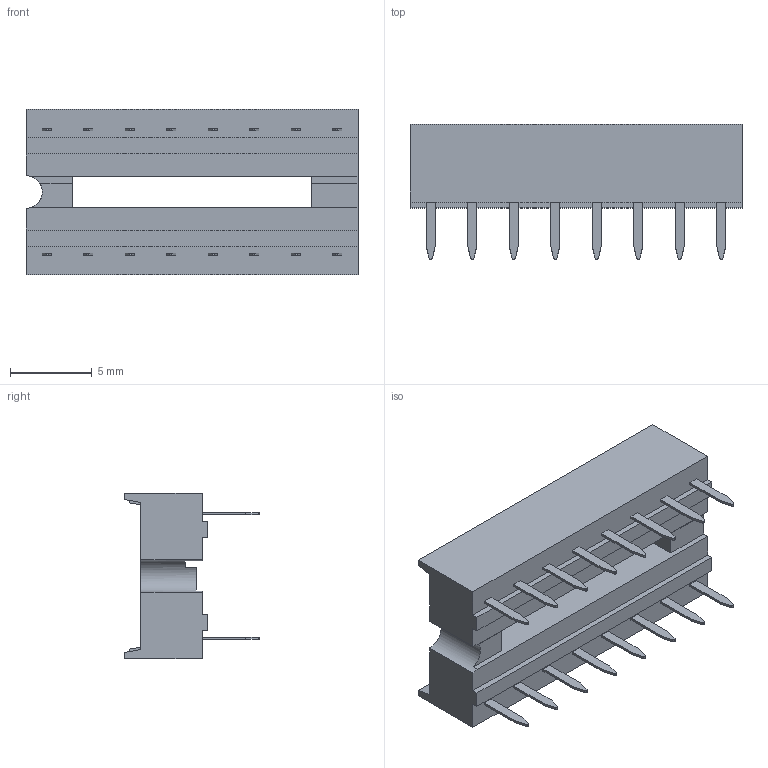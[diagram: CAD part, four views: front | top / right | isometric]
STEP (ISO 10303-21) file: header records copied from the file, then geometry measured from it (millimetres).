
FILE_DESCRIPTION(('STEP AP242'),'1');
FILE_NAME('a_16-lc-tt.stp','2020-11-18T20:39:35',('TraceParts'),('TraceParts S.A.'),'Spatial InterOp 3D',' ',' ');
FILE_SCHEMA(('AP242_MANAGED_MODEL_BASED_3D_ENGINEERING_MIM_LF {1 0 10303 442 1 1 4}'));
Length unit declared in the file: millimetre
Products named in the file (1): a_16-lc-tt
Bounding box: 20.32 x 8.25 x 10.16 mm (x, y, z)
Volume: 673.5 mm3; surface area: 1148.9 mm2
Topology: 1 solids, 17 shells, 527 faces, 1402 edges, 924 vertices
Faces by surface type: plane 462, cylinder 65
Entity records: 31947 total; most frequent: CARTESIAN_POINT 2854, STYLED_ITEM 2853, PRESENTATION_STYLE_ASSIGNMENT 2853, COLOUR_RGB 2853, ORIENTED_EDGE 2804, DIRECTION 2591, EDGE_CURVE 1402, CURVE_STYLE 1402
